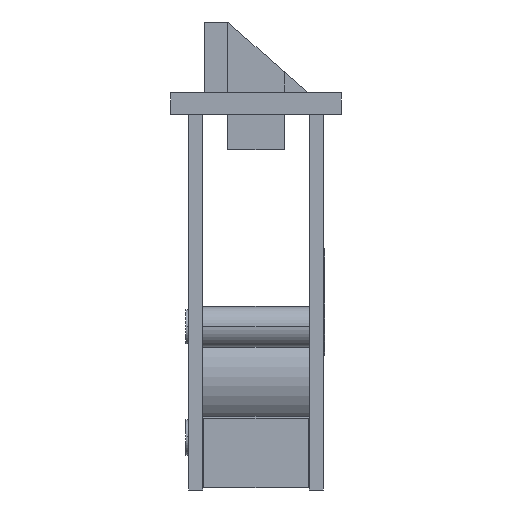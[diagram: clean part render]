
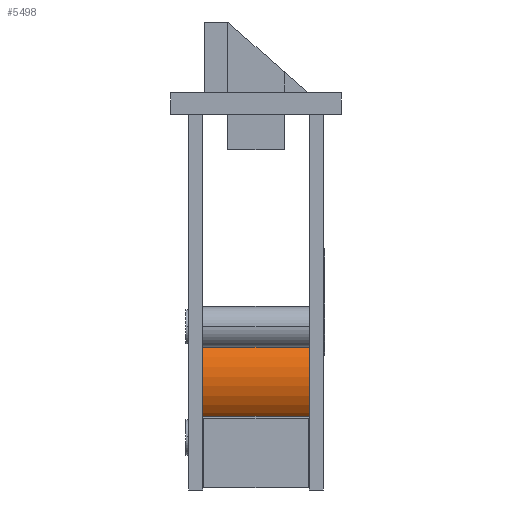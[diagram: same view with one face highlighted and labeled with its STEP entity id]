
A CAD part, front view. The second image highlights one B-rep face of the part: STEP entity #5498.
In plain terms, the highlighted cylindrical face has radius 7.95 mm (diameter 15.9 mm), a partial arc.
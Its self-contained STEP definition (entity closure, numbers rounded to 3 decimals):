
#983 = EDGE_CURVE ( 'NONE', #17291, #19860, #9833, .T. ) ;
#2090 = DIRECTION ( 'NONE',  ( -1., 0., 0. ) ) ;
#3707 = DIRECTION ( 'NONE',  ( -1., 0., 0. ) ) ;
#4116 = DIRECTION ( 'NONE',  ( -1., 0., 0. ) ) ;
#4695 = VERTEX_POINT ( 'NONE', #18555 ) ;
#4905 = DIRECTION ( 'NONE',  ( -1., 0., 0. ) ) ;
#5215 = ORIENTED_EDGE ( 'NONE', *, *, #9841, .T. ) ;
#5218 = VERTEX_POINT ( 'NONE', #13300 ) ;
#5498 = ADVANCED_FACE ( 'NONE', ( #17311 ), #14522, .T. ) ;
#5917 = CARTESIAN_POINT ( 'NONE',  ( 31.986, 10., -29.05 ) ) ;
#6073 = CARTESIAN_POINT ( 'NONE',  ( 31.986, 10., -44.95 ) ) ;
#9180 = AXIS2_PLACEMENT_3D ( 'NONE', #15907, #4905, #23116 ) ;
#9488 = DIRECTION ( 'NONE',  ( -1., 0., 0. ) ) ;
#9833 = LINE ( 'NONE', #6073, #11564 ) ;
#9841 = EDGE_CURVE ( 'NONE', #4695, #5218, #15247, .T. ) ;
#10758 = CARTESIAN_POINT ( 'NONE',  ( 9.4, 10., -37. ) ) ;
#11564 = VECTOR ( 'NONE', #4116, 1000. ) ;
#11826 = EDGE_CURVE ( 'NONE', #19860, #5218, #22741, .T. ) ;
#12577 = DIRECTION ( 'NONE',  ( 0., -1., 0. ) ) ;
#12825 = CARTESIAN_POINT ( 'NONE',  ( 31.986, 10., -37. ) ) ;
#13300 = CARTESIAN_POINT ( 'NONE',  ( -9.3, 10., -29.05 ) ) ;
#14522 = CYLINDRICAL_SURFACE ( 'NONE', #21204, 7.95 ) ;
#14584 = DIRECTION ( 'NONE',  ( 0., 0., 1. ) ) ;
#14916 = CIRCLE ( 'NONE', #19561, 7.95 ) ;
#14922 = ORIENTED_EDGE ( 'NONE', *, *, #11826, .F. ) ;
#15212 = ORIENTED_EDGE ( 'NONE', *, *, #983, .F. ) ;
#15247 = LINE ( 'NONE', #5917, #17767 ) ;
#15907 = CARTESIAN_POINT ( 'NONE',  ( -9.3, 10., -37. ) ) ;
#16428 = EDGE_LOOP ( 'NONE', ( #15212, #18004, #5215, #14922 ) ) ;
#17291 = VERTEX_POINT ( 'NONE', #21170 ) ;
#17311 = FACE_OUTER_BOUND ( 'NONE', #16428, .T. ) ;
#17767 = VECTOR ( 'NONE', #9488, 1000. ) ;
#18004 = ORIENTED_EDGE ( 'NONE', *, *, #19217, .T. ) ;
#18555 = CARTESIAN_POINT ( 'NONE',  ( 9.4, 10., -29.05 ) ) ;
#19167 = CARTESIAN_POINT ( 'NONE',  ( -9.3, 10., -44.95 ) ) ;
#19217 = EDGE_CURVE ( 'NONE', #17291, #4695, #14916, .T. ) ;
#19561 = AXIS2_PLACEMENT_3D ( 'NONE', #10758, #3707, #12577 ) ;
#19860 = VERTEX_POINT ( 'NONE', #19167 ) ;
#21170 = CARTESIAN_POINT ( 'NONE',  ( 9.4, 10., -44.95 ) ) ;
#21204 = AXIS2_PLACEMENT_3D ( 'NONE', #12825, #2090, #14584 ) ;
#22741 = CIRCLE ( 'NONE', #9180, 7.95 ) ;
#23116 = DIRECTION ( 'NONE',  ( 0., 1., 0. ) ) ;
